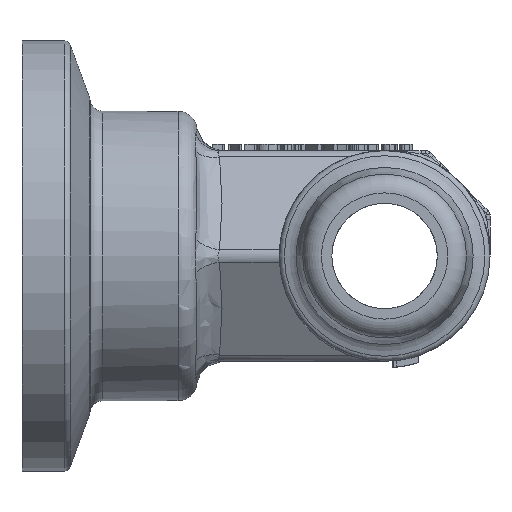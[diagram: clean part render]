
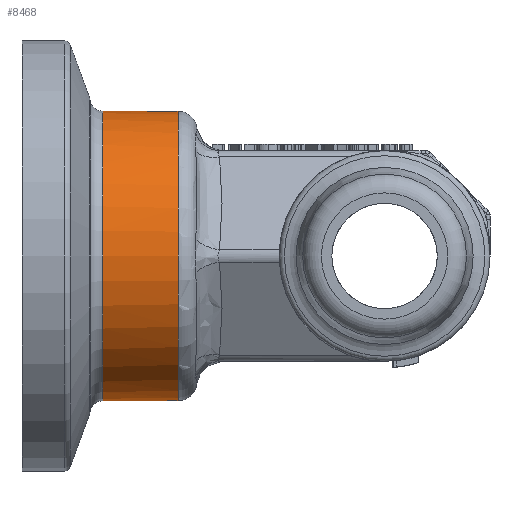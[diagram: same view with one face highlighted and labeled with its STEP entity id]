
A CAD part, left-side view. The second image highlights one B-rep face of the part: STEP entity #8468.
In plain terms, the highlighted cylindrical face has radius 17.462 mm (diameter 34.925 mm), a full revolution.
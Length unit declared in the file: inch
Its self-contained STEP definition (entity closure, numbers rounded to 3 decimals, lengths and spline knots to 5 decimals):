
#1747=CYLINDRICAL_SURFACE('',#9070,0.6875);
#1822=FACE_BOUND('',#2524,.T.);
#1968=FACE_OUTER_BOUND('',#2523,.T.);
#2523=EDGE_LOOP('',(#6293));
#2524=EDGE_LOOP('',(#6294));
#3077=CIRCLE('',#9069,0.6875);
#3078=CIRCLE('',#9071,0.6875);
#3906=VERTEX_POINT('',#13895);
#3907=VERTEX_POINT('',#13898);
#4830=EDGE_CURVE('',#3906,#3906,#3077,.T.);
#4831=EDGE_CURVE('',#3907,#3907,#3078,.T.);
#6293=ORIENTED_EDGE('',*,*,#4831,.F.);
#6294=ORIENTED_EDGE('',*,*,#4830,.F.);
#8468=ADVANCED_FACE('',(#1968,#1822),#1747,.T.);
#9069=AXIS2_PLACEMENT_3D('',#13896,#9929,#9930);
#9070=AXIS2_PLACEMENT_3D('',#13897,#9931,#9932);
#9071=AXIS2_PLACEMENT_3D('',#13899,#9933,#9934);
#9929=DIRECTION('center_axis',(0.,-1.,0.));
#9930=DIRECTION('ref_axis',(1.,0.,0.));
#9931=DIRECTION('center_axis',(0.,1.,0.));
#9932=DIRECTION('ref_axis',(-1.,0.,0.));
#9933=DIRECTION('center_axis',(0.,1.,0.));
#9934=DIRECTION('ref_axis',(0.,0.,-1.));
#13895=CARTESIAN_POINT('',(-0.6875,0.98,0.));
#13896=CARTESIAN_POINT('Origin',(0.,0.98,0.));
#13897=CARTESIAN_POINT('Origin',(0.,1.143,0.));
#13898=CARTESIAN_POINT('',(-0.6875,1.33741,-0.00056));
#13899=CARTESIAN_POINT('Origin',(0.,1.33741,
0.));
